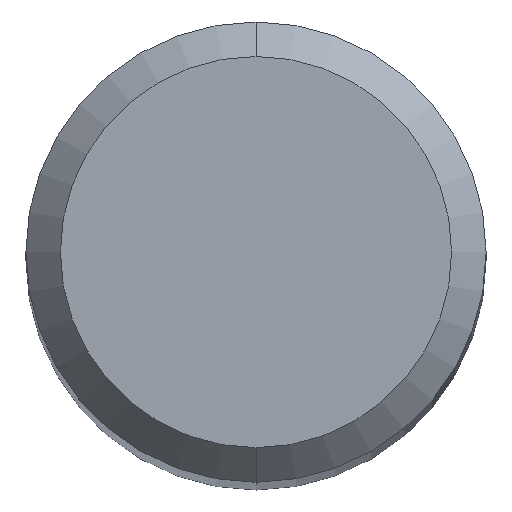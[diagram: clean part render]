
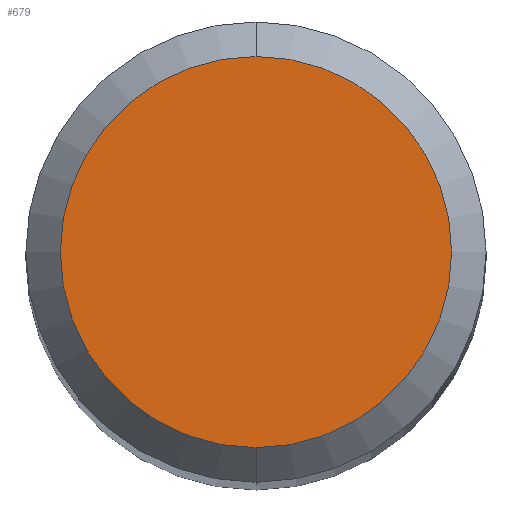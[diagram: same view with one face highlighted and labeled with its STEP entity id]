
A CAD part, top view. The second image highlights one B-rep face of the part: STEP entity #679.
In plain terms, the highlighted planar face has unit normal (0, 0, 1).
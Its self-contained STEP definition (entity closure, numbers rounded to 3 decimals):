
#419=VERTEX_POINT('',#1079);
#525=EDGE_CURVE('',#859,#419,#1194,.T.);
#603=EDGE_CURVE('',#419,#859,#1279,.T.);
#679=ADVANCED_FACE('',(#1362),#1363,.T.);
#859=VERTEX_POINT('',#1563);
#1079=CARTESIAN_POINT('',(0.0,1.7,0.0));
#1194=CIRCLE('',#2610,1.7);
#1279=CIRCLE('',#2948,1.7);
#1362=FACE_OUTER_BOUND('',#3334,.T.);
#1363=PLANE('',#3335);
#1563=CARTESIAN_POINT('',(0.,-1.7,0.0));
#2610=AXIS2_PLACEMENT_3D('',#4787,#4788,#4789);
#2948=AXIS2_PLACEMENT_3D('',#4875,#4876,#4877);
#3334=EDGE_LOOP('',(#4965,#4966));
#3335=AXIS2_PLACEMENT_3D('',#4967,#4968,#4969);
#4787=CARTESIAN_POINT('',(0.0,0.0,0.0));
#4788=DIRECTION('',(0.0,0.0,-1.0));
#4789=DIRECTION('',(0.0,1.0,0.0));
#4875=CARTESIAN_POINT('',(0.0,0.0,0.0));
#4876=DIRECTION('',(0.0,0.0,-1.0));
#4877=DIRECTION('',(0.0,1.0,0.0));
#4965=ORIENTED_EDGE('',*,*,#603,.F.);
#4966=ORIENTED_EDGE('',*,*,#525,.F.);
#4967=CARTESIAN_POINT('',(0.0,0.85,0.0));
#4968=DIRECTION('',(-0.0,0.0,1.0));
#4969=DIRECTION('',(0.0,-1.0,0.0));
